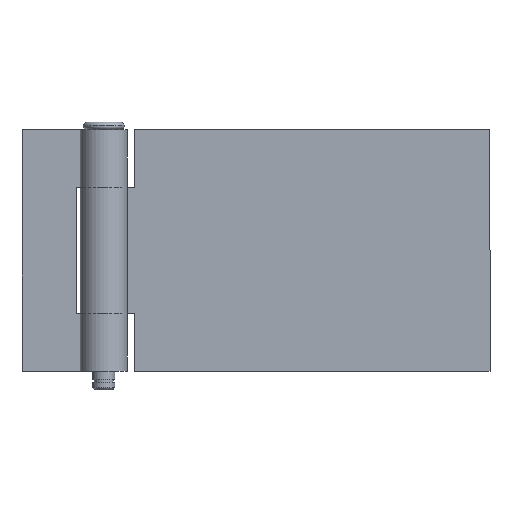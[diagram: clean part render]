
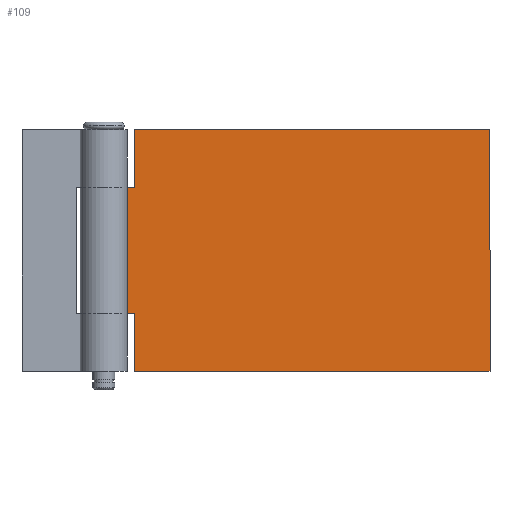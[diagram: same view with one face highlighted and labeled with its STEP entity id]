
A CAD part, top view. The second image highlights one B-rep face of the part: STEP entity #109.
In plain terms, the highlighted face is planar.
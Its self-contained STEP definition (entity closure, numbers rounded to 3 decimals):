
#50 = VERTEX_POINT ( 'NONE', #491 ) ;
#51 = EDGE_CURVE ( 'NONE', #52, #58, #490, .T. ) ;
#52 = VERTEX_POINT ( 'NONE', #486 ) ;
#58 = VERTEX_POINT ( 'NONE', #480 ) ;
#62 = VERTEX_POINT ( 'NONE', #533 ) ;
#64 = EDGE_CURVE ( 'NONE', #62, #50, #532, .T. ) ;
#106 = EDGE_CURVE ( 'NONE', #62, #52, #579, .T. ) ;
#109 = ADVANCED_FACE ( 'NONE', ( #575 ), #580, .F. ) ;
#110 = EDGE_LOOP ( 'NONE', ( #111, #112, #134, #136, #137, #138, #139, #142 ) ) ;
#111 = ORIENTED_EDGE ( 'NONE', *, *, #194, .F. ) ;
#112 = ORIENTED_EDGE ( 'NONE', *, *, #113, .T. ) ;
#113 = EDGE_CURVE ( 'NONE', #192, #133, #635, .T. ) ;
#133 = VERTEX_POINT ( 'NONE', #608 ) ;
#134 = ORIENTED_EDGE ( 'NONE', *, *, #135, .T. ) ;
#135 = EDGE_CURVE ( 'NONE', #133, #50, #607, .T. ) ;
#136 = ORIENTED_EDGE ( 'NONE', *, *, #64, .F. ) ;
#137 = ORIENTED_EDGE ( 'NONE', *, *, #106, .T. ) ;
#138 = ORIENTED_EDGE ( 'NONE', *, *, #51, .T. ) ;
#139 = ORIENTED_EDGE ( 'NONE', *, *, #140, .T. ) ;
#140 = EDGE_CURVE ( 'NONE', #58, #141, #668, .T. ) ;
#141 = VERTEX_POINT ( 'NONE', #664 ) ;
#142 = ORIENTED_EDGE ( 'NONE', *, *, #143, .T. ) ;
#143 = EDGE_CURVE ( 'NONE', #141, #195, #663, .T. ) ;
#192 = VERTEX_POINT ( 'NONE', #762 ) ;
#194 = EDGE_CURVE ( 'NONE', #192, #195, #761, .T. ) ;
#195 = VERTEX_POINT ( 'NONE', #757 ) ;
#480 = CARTESIAN_POINT ( 'NONE',  ( 0., -3.1, -8.3 ) ) ;
#486 = CARTESIAN_POINT ( 'NONE',  ( 0., -3.1, -104. ) ) ;
#487 = DIRECTION ( 'NONE',  ( 0., 0., 1. ) ) ;
#488 = VECTOR ( 'NONE', #487, 1000. ) ;
#489 = CARTESIAN_POINT ( 'NONE',  ( 0., -3.1, -104. ) ) ;
#490 = LINE ( 'NONE', #489, #488 ) ;
#491 = CARTESIAN_POINT ( 'NONE',  ( 65., -3.1, -8.3 ) ) ;
#529 = DIRECTION ( 'NONE',  ( 0., 0., 1. ) ) ;
#530 = VECTOR ( 'NONE', #529, 1000. ) ;
#531 = CARTESIAN_POINT ( 'NONE',  ( 65., -3.1, -104. ) ) ;
#532 = LINE ( 'NONE', #531, #530 ) ;
#533 = CARTESIAN_POINT ( 'NONE',  ( 65., -3.1, -104. ) ) ;
#575 = FACE_OUTER_BOUND ( 'NONE', #110, .T. ) ;
#576 = DIRECTION ( 'NONE',  ( -1., 0., 0. ) ) ;
#577 = VECTOR ( 'NONE', #576, 1000. ) ;
#578 = CARTESIAN_POINT ( 'NONE',  ( 65., -3.1, -104. ) ) ;
#579 = LINE ( 'NONE', #578, #577 ) ;
#580 = PLANE ( 'NONE',  #639 ) ;
#607 = LINE ( 'NONE', #671, #670 ) ;
#608 = CARTESIAN_POINT ( 'NONE',  ( 49.5, -3.1, -8.3 ) ) ;
#632 = DIRECTION ( 'NONE',  ( 0., 0., -1. ) ) ;
#633 = VECTOR ( 'NONE', #632, 1000. ) ;
#634 = CARTESIAN_POINT ( 'NONE',  ( 49.5, -3.1, -104. ) ) ;
#635 = LINE ( 'NONE', #634, #633 ) ;
#636 = DIRECTION ( 'NONE',  ( 0., 0., -1. ) ) ;
#637 = DIRECTION ( 'NONE',  ( 0., -1., 0. ) ) ;
#638 = CARTESIAN_POINT ( 'NONE',  ( 65., -3.1, -104. ) ) ;
#639 = AXIS2_PLACEMENT_3D ( 'NONE', #638, #637, #636 ) ;
#660 = DIRECTION ( 'NONE',  ( 0., 0., 1. ) ) ;
#661 = VECTOR ( 'NONE', #660, 1000. ) ;
#662 = CARTESIAN_POINT ( 'NONE',  ( 15.5, -3.1, -104. ) ) ;
#663 = LINE ( 'NONE', #662, #661 ) ;
#664 = CARTESIAN_POINT ( 'NONE',  ( 15.5, -3.1, -8.3 ) ) ;
#665 = DIRECTION ( 'NONE',  ( 1., 0., 0. ) ) ;
#666 = VECTOR ( 'NONE', #665, 1000. ) ;
#667 = CARTESIAN_POINT ( 'NONE',  ( 65., -3.1, -8.3 ) ) ;
#668 = LINE ( 'NONE', #667, #666 ) ;
#669 = DIRECTION ( 'NONE',  ( 1., 0., 0. ) ) ;
#670 = VECTOR ( 'NONE', #669, 1000. ) ;
#671 = CARTESIAN_POINT ( 'NONE',  ( 65., -3.1, -8.3 ) ) ;
#757 = CARTESIAN_POINT ( 'NONE',  ( 15.5, -3.1, -5.485 ) ) ;
#758 = DIRECTION ( 'NONE',  ( -1., 0., 0. ) ) ;
#759 = VECTOR ( 'NONE', #758, 1000. ) ;
#760 = CARTESIAN_POINT ( 'NONE',  ( 65., -3.1, -5.485 ) ) ;
#761 = LINE ( 'NONE', #760, #759 ) ;
#762 = CARTESIAN_POINT ( 'NONE',  ( 49.5, -3.1, -5.485 ) ) ;
